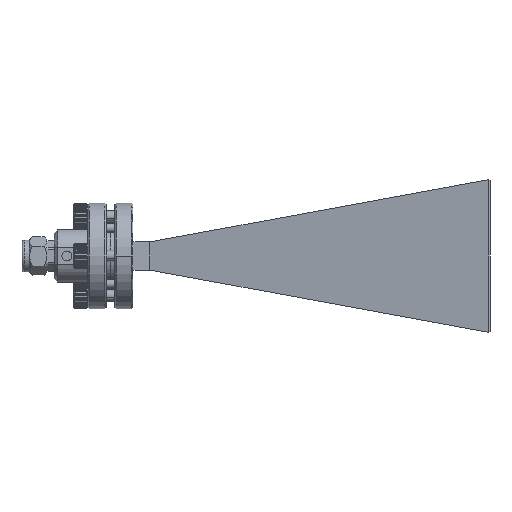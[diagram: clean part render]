
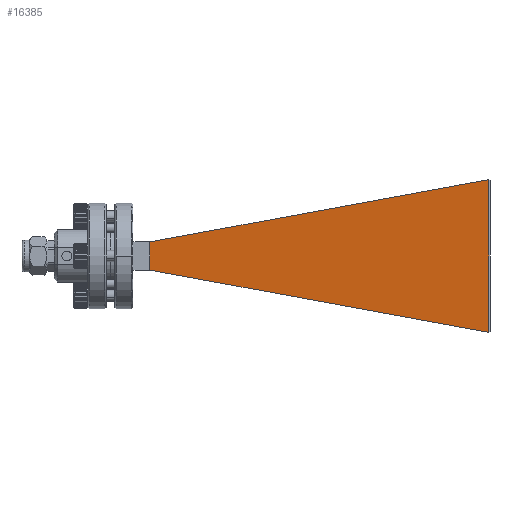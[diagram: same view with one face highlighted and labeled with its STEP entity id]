
A CAD part, front view. The second image highlights one B-rep face of the part: STEP entity #16385.
In plain terms, the highlighted planar face has unit normal (-0.151, -0.989, 0).
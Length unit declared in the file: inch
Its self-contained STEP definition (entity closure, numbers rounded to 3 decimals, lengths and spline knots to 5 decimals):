
#239 = EDGE_CURVE ( 'NONE', #16879, #12338, #4332, .T. ) ;
#1485 = AXIS2_PLACEMENT_3D ( 'NONE', #25318, #18321, #23050 ) ;
#1821 = ORIENTED_EDGE ( 'NONE', *, *, #239, .F. ) ;
#2687 = DIRECTION ( 'NONE',  ( 0., 0., 1. ) ) ;
#3358 = ORIENTED_EDGE ( 'NONE', *, *, #11234, .T. ) ;
#4332 = LINE ( 'NONE', #24966, #27531 ) ;
#4783 = EDGE_CURVE ( 'NONE', #6964, #12338, #29136, .T. ) ;
#6964 = VERTEX_POINT ( 'NONE', #23857 ) ;
#7608 = VECTOR ( 'NONE', #28649, 39.37008 ) ;
#8029 = CARTESIAN_POINT ( 'NONE',  ( 0.66194, 1.11436, 0.60129 ) ) ;
#8168 = EDGE_LOOP ( 'NONE', ( #1821, #20359, #3358, #19878 ) ) ;
#8209 = VECTOR ( 'NONE', #2687, 39.37008 ) ;
#8758 = CARTESIAN_POINT ( 'NONE',  ( 0.65205, 1.11587, -0.48689 ) ) ;
#10249 = DIRECTION ( 'NONE',  ( -0.973, 0.149, -0.179 ) ) ;
#10832 = VECTOR ( 'NONE', #10249, 39.37008 ) ;
#10909 = CARTESIAN_POINT ( 'NONE',  ( -1.75806, 1.48436, -0.04371 ) ) ;
#11234 = EDGE_CURVE ( 'NONE', #29036, #6964, #13973, .T. ) ;
#11623 = DIRECTION ( 'NONE',  ( -0.973, 0.149, 0.179 ) ) ;
#12338 = VERTEX_POINT ( 'NONE', #10909 ) ;
#13973 = LINE ( 'NONE', #8029, #10832 ) ;
#14090 = CARTESIAN_POINT ( 'NONE',  ( 0.65205, 1.11587, 0.59947 ) ) ;
#14149 = LINE ( 'NONE', #18329, #8209 ) ;
#16385 = ADVANCED_FACE ( 'NONE', ( #18039 ), #18517, .T. ) ;
#16879 = VERTEX_POINT ( 'NONE', #8758 ) ;
#18026 = EDGE_CURVE ( 'NONE', #16879, #29036, #14149, .T. ) ;
#18039 = FACE_OUTER_BOUND ( 'NONE', #8168, .T. ) ;
#18321 = DIRECTION ( 'NONE',  ( -0.151, -0.989, 0. ) ) ;
#18329 = CARTESIAN_POINT ( 'NONE',  ( 0.65205, 1.11587, 0.05629 ) ) ;
#18517 = PLANE ( 'NONE',  #1485 ) ;
#19691 = CARTESIAN_POINT ( 'NONE',  ( -1.75806, 1.48436, 0.15629 ) ) ;
#19878 = ORIENTED_EDGE ( 'NONE', *, *, #4783, .T. ) ;
#20359 = ORIENTED_EDGE ( 'NONE', *, *, #18026, .T. ) ;
#23050 = DIRECTION ( 'NONE',  ( 0.989, -0.151, 0. ) ) ;
#23857 = CARTESIAN_POINT ( 'NONE',  ( -1.75806, 1.48436, 0.15629 ) ) ;
#24966 = CARTESIAN_POINT ( 'NONE',  ( 0.66194, 1.11436, -0.48871 ) ) ;
#25318 = CARTESIAN_POINT ( 'NONE',  ( -2.04287, 1.52791, 0.05629 ) ) ;
#27531 = VECTOR ( 'NONE', #11623, 39.37008 ) ;
#28649 = DIRECTION ( 'NONE',  ( 0., 0., -1. ) ) ;
#29036 = VERTEX_POINT ( 'NONE', #14090 ) ;
#29136 = LINE ( 'NONE', #19691, #7608 ) ;
